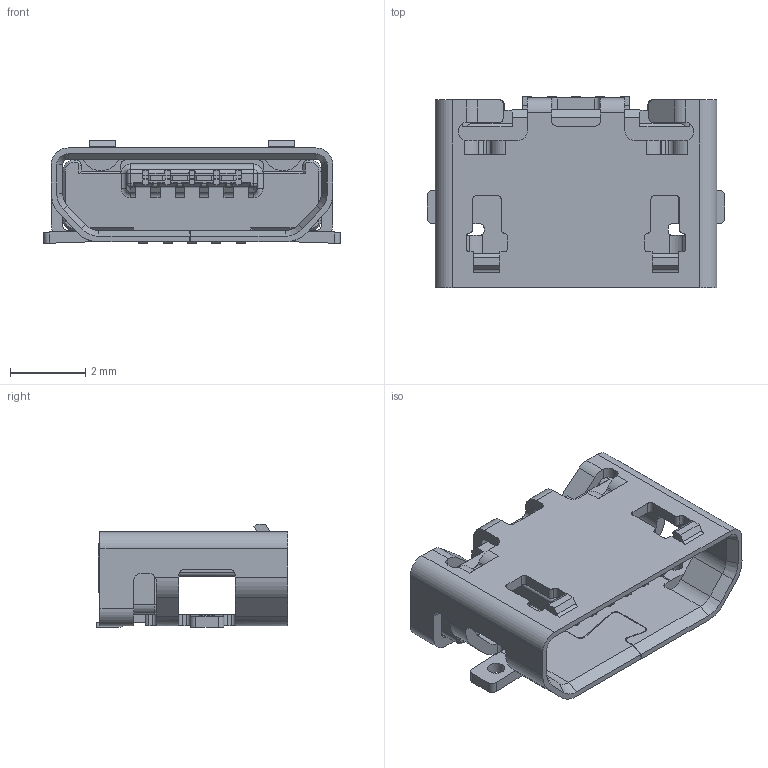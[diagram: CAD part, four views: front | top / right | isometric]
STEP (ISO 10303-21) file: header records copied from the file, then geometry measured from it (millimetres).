
FILE_DESCRIPTION(/* description */ (''),/* implementation_level */ '2;1');
FILE_NAME(/* name */ 'J-5-0065-FOS-USB10118192-NOF.step',/* time_stamp */ '2023-05-22T17:47:57+10:00',/* author */ (''),/* organization */ (''),/* preprocessor_version */ 'ST-DEVELOPER v19.2',/* originating_system */ 'Autodesk Translation Framework v12.4.0.73',/* authorisation */ '');
FILE_SCHEMA (('AUTOMOTIVE_DESIGN { 1 0 10303 214 3 1 1 }'));
Length unit declared in the file: millimetre
Products named in the file (2): J-5-0065-FOS-USB10118192-NOF; Document (1)
Assembly tree (1 placements, depth 2):
  J-5-0065-FOS-USB10118192-NOF
    Document (1)
Bounding box: 7.91 x 5.1 x 2.77 mm (x, y, z)
Volume: 42.1 mm3; surface area: 259.8 mm2
Topology: 1 solids, 1 shells, 702 faces, 1969 edges, 1264 vertices
Faces by surface type: plane 442, cylinder 222, cone 20, bspline 10, torus 4, sphere 4
Full cylindrical faces by diameter (mm): 0.45 x2
Entity records: 23753 total; most frequent: CARTESIAN_POINT 5333, ORIENTED_EDGE 3930, DIRECTION 3772, EDGE_CURVE 1965, LINE 1440, VECTOR 1440, VERTEX_POINT 1264, AXIS2_PLACEMENT_3D 1166
